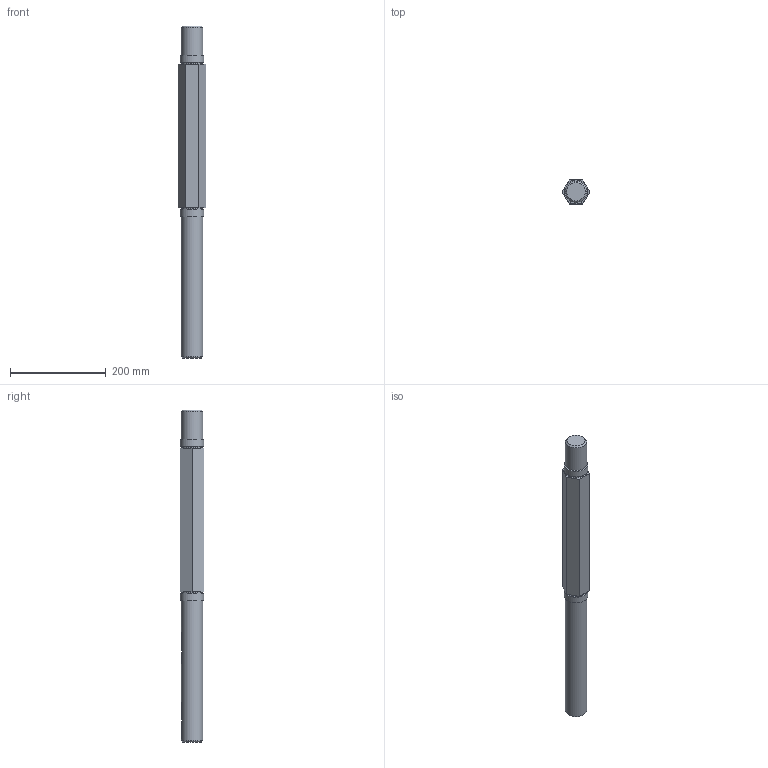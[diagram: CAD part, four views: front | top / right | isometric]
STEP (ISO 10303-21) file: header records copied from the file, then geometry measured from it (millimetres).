
FILE_DESCRIPTION (( 'STEP AP203' ), '1' );
FILE_NAME ('Axe 2.STEP', '2020-01-23T12:26:38', ( 'Poste 09' ), ( 'Hewlett-Packard Company' ), 'SwSTEP 2.0', 'SolidWorks 2019', '' );
FILE_SCHEMA (( 'CONFIG_CONTROL_DESIGN' ));
Length unit declared in the file: millimetre
Products named in the file (1): Axe 2
Bounding box: 57.73 x 50 x 695 mm (x, y, z)
Volume: 1277465 mm3; surface area: 114807.6 mm2
Topology: 1 solids, 1 shells, 36 faces, 74 edges, 48 vertices
Faces by surface type: plane 20, cylinder 10, torus 4, cone 2
Full cylindrical faces by diameter (mm): 45 x4, 50 x2
Entity records: 1119 total; most frequent: CARTESIAN_POINT 323, DIRECTION 152, ORIENTED_EDGE 120, EDGE_CURVE 60, AXIS2_PLACEMENT_3D 59, EDGE_LOOP 56, FACE_OUTER_BOUND 46, VERTEX_POINT 46
